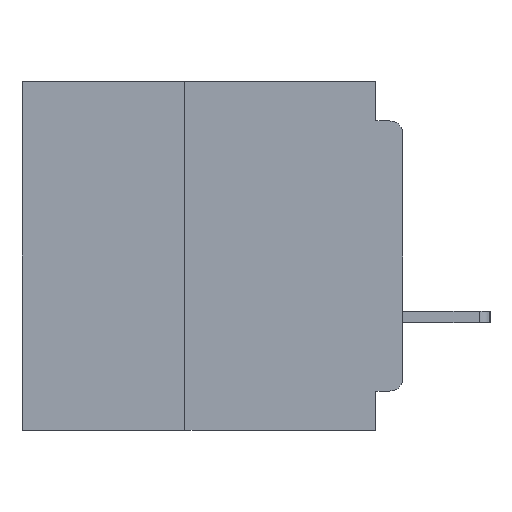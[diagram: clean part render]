
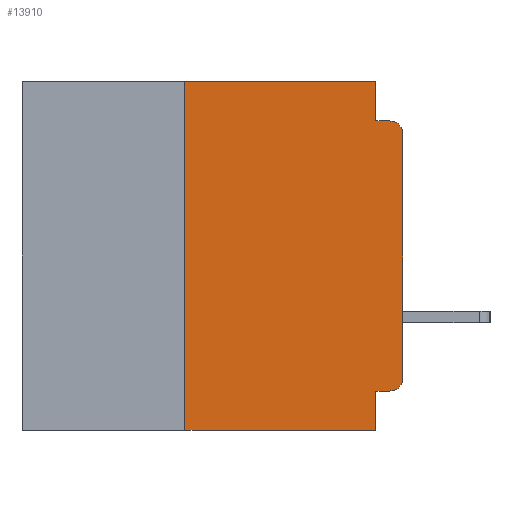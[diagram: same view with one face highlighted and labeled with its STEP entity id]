
A CAD part, left-side view. The second image highlights one B-rep face of the part: STEP entity #13910.
In plain terms, the highlighted planar face has unit normal (-1, 0, 0).
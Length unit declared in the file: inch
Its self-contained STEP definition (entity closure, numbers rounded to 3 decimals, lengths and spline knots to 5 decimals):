
#335 = CARTESIAN_POINT ( 'NONE',  ( 0., 0., -0.355 ) ) ;
#656 = CARTESIAN_POINT ( 'NONE',  ( 0., 0.031, 0. ) ) ;
#1018 = VECTOR ( 'NONE', #23116, 39.37008 ) ;
#1084 = ORIENTED_EDGE ( 'NONE', *, *, #15422, .F. ) ;
#2212 = DIRECTION ( 'NONE',  ( 0., 0., -1. ) ) ;
#2225 = VERTEX_POINT ( 'NONE', #34453 ) ;
#2495 = VERTEX_POINT ( 'NONE', #42753 ) ;
#2831 = CARTESIAN_POINT ( 'NONE',  ( 0., 0.031, -0.045 ) ) ;
#4034 = EDGE_LOOP ( 'NONE', ( #25134, #47232, #1084, #43226, #36829, #20470, #21662, #12882, #18732, #21093 ) ) ;
#4115 = DIRECTION ( 'NONE',  ( 0., 1., 0. ) ) ;
#6113 = DIRECTION ( 'NONE',  ( 0., 0., 1. ) ) ;
#7156 = DIRECTION ( 'NONE',  ( 0., -1., 0. ) ) ;
#8335 = DIRECTION ( 'NONE',  ( 0., -1., 0. ) ) ;
#8582 = VERTEX_POINT ( 'NONE', #46960 ) ;
#9059 = AXIS2_PLACEMENT_3D ( 'NONE', #17142, #24671, #2212 ) ;
#9293 = EDGE_CURVE ( 'NONE', #12536, #2225, #46919, .T. ) ;
#9872 = LINE ( 'NONE', #656, #1018 ) ;
#10173 = LINE ( 'NONE', #26990, #47488 ) ;
#10187 = VECTOR ( 'NONE', #20069, 39.37008 ) ;
#10752 = VECTOR ( 'NONE', #4115, 39.37008 ) ;
#10988 = AXIS2_PLACEMENT_3D ( 'NONE', #15201, #41345, #18968 ) ;
#11052 = LINE ( 'NONE', #335, #10752 ) ;
#11607 = CARTESIAN_POINT ( 'NONE',  ( 0., 0.015, -0.045 ) ) ;
#11910 = DIRECTION ( 'NONE',  ( -1., 0., 0. ) ) ;
#12536 = VERTEX_POINT ( 'NONE', #25705 ) ;
#12882 = ORIENTED_EDGE ( 'NONE', *, *, #9293, .F. ) ;
#13744 = VERTEX_POINT ( 'NONE', #23876 ) ;
#13830 = CARTESIAN_POINT ( 'NONE',  ( 0., 0.031, -0.4 ) ) ;
#13910 = ADVANCED_FACE ( 'NONE', ( #18521 ), #46947, .F. ) ;
#14122 = LINE ( 'NONE', #39665, #32840 ) ;
#15201 = CARTESIAN_POINT ( 'NONE',  ( 0., 0.015, -0.06 ) ) ;
#15320 = CIRCLE ( 'NONE', #31721, 0.015 ) ;
#15422 = EDGE_CURVE ( 'NONE', #46739, #18123, #10173, .T. ) ;
#16228 = EDGE_CURVE ( 'NONE', #2495, #2225, #41073, .T. ) ;
#16392 = EDGE_CURVE ( 'NONE', #33836, #13744, #15320, .T. ) ;
#17142 = CARTESIAN_POINT ( 'NONE',  ( 0., 0.437, 0. ) ) ;
#17260 = DIRECTION ( 'NONE',  ( 0., 0., -1. ) ) ;
#18123 = VERTEX_POINT ( 'NONE', #11607 ) ;
#18521 = FACE_OUTER_BOUND ( 'NONE', #4034, .T. ) ;
#18716 = CARTESIAN_POINT ( 'NONE',  ( 0., 0.25, -0.4 ) ) ;
#18732 = ORIENTED_EDGE ( 'NONE', *, *, #33912, .F. ) ;
#18968 = DIRECTION ( 'NONE',  ( 0., 0., -1. ) ) ;
#20069 = DIRECTION ( 'NONE',  ( 0., -1., 0. ) ) ;
#20121 = LINE ( 'NONE', #45996, #10187 ) ;
#20470 = ORIENTED_EDGE ( 'NONE', *, *, #37631, .F. ) ;
#21093 = ORIENTED_EDGE ( 'NONE', *, *, #16392, .T. ) ;
#21662 = ORIENTED_EDGE ( 'NONE', *, *, #16228, .T. ) ;
#21956 = CARTESIAN_POINT ( 'NONE',  ( 0., 0.25, 0. ) ) ;
#22333 = CARTESIAN_POINT ( 'NONE',  ( 0., 0.015, -0.355 ) ) ;
#22477 = DIRECTION ( 'NONE',  ( 0., 0., 1. ) ) ;
#23116 = DIRECTION ( 'NONE',  ( 0., 0., -1. ) ) ;
#23282 = CIRCLE ( 'NONE', #10988, 0.015 ) ;
#23876 = CARTESIAN_POINT ( 'NONE',  ( 0., 0., -0.34 ) ) ;
#24671 = DIRECTION ( 'NONE',  ( 1., 0., 0. ) ) ;
#25134 = ORIENTED_EDGE ( 'NONE', *, *, #35493, .T. ) ;
#25705 = CARTESIAN_POINT ( 'NONE',  ( 0., 0.031, -0.355 ) ) ;
#26990 = CARTESIAN_POINT ( 'NONE',  ( 0., 0., -0.045 ) ) ;
#27751 = CARTESIAN_POINT ( 'NONE',  ( 0., 0.437, -0.4 ) ) ;
#28930 = EDGE_CURVE ( 'NONE', #32410, #18123, #23282, .T. ) ;
#30009 = CARTESIAN_POINT ( 'NONE',  ( 0., 0., -0.06 ) ) ;
#31721 = AXIS2_PLACEMENT_3D ( 'NONE', #34302, #11910, #38059 ) ;
#32410 = VERTEX_POINT ( 'NONE', #30009 ) ;
#32840 = VECTOR ( 'NONE', #6113, 39.37008 ) ;
#33836 = VERTEX_POINT ( 'NONE', #22333 ) ;
#33912 = EDGE_CURVE ( 'NONE', #33836, #12536, #11052, .T. ) ;
#34302 = CARTESIAN_POINT ( 'NONE',  ( 0., 0.015, -0.34 ) ) ;
#34422 = VECTOR ( 'NONE', #22477, 39.37008 ) ;
#34453 = CARTESIAN_POINT ( 'NONE',  ( 0., 0.031, -0.4 ) ) ;
#35493 = EDGE_CURVE ( 'NONE', #13744, #32410, #14122, .T. ) ;
#35619 = LINE ( 'NONE', #18716, #34422 ) ;
#36248 = VERTEX_POINT ( 'NONE', #21956 ) ;
#36829 = ORIENTED_EDGE ( 'NONE', *, *, #47405, .F. ) ;
#37631 = EDGE_CURVE ( 'NONE', #2495, #36248, #35619, .T. ) ;
#37757 = EDGE_CURVE ( 'NONE', #8582, #46739, #9872, .T. ) ;
#38059 = DIRECTION ( 'NONE',  ( 0., 0., -1. ) ) ;
#39665 = CARTESIAN_POINT ( 'NONE',  ( 0., 0., 0. ) ) ;
#39912 = VECTOR ( 'NONE', #7156, 39.37008 ) ;
#41073 = LINE ( 'NONE', #27751, #39912 ) ;
#41345 = DIRECTION ( 'NONE',  ( -1., 0., 0. ) ) ;
#42753 = CARTESIAN_POINT ( 'NONE',  ( 0., 0.25, -0.4 ) ) ;
#43226 = ORIENTED_EDGE ( 'NONE', *, *, #37757, .F. ) ;
#45773 = VECTOR ( 'NONE', #17260, 39.37008 ) ;
#45996 = CARTESIAN_POINT ( 'NONE',  ( 0., 0.437, 0. ) ) ;
#46739 = VERTEX_POINT ( 'NONE', #2831 ) ;
#46919 = LINE ( 'NONE', #13830, #45773 ) ;
#46947 = PLANE ( 'NONE',  #9059 ) ;
#46960 = CARTESIAN_POINT ( 'NONE',  ( 0., 0.031, 0. ) ) ;
#47232 = ORIENTED_EDGE ( 'NONE', *, *, #28930, .T. ) ;
#47405 = EDGE_CURVE ( 'NONE', #36248, #8582, #20121, .T. ) ;
#47488 = VECTOR ( 'NONE', #8335, 39.37008 ) ;
